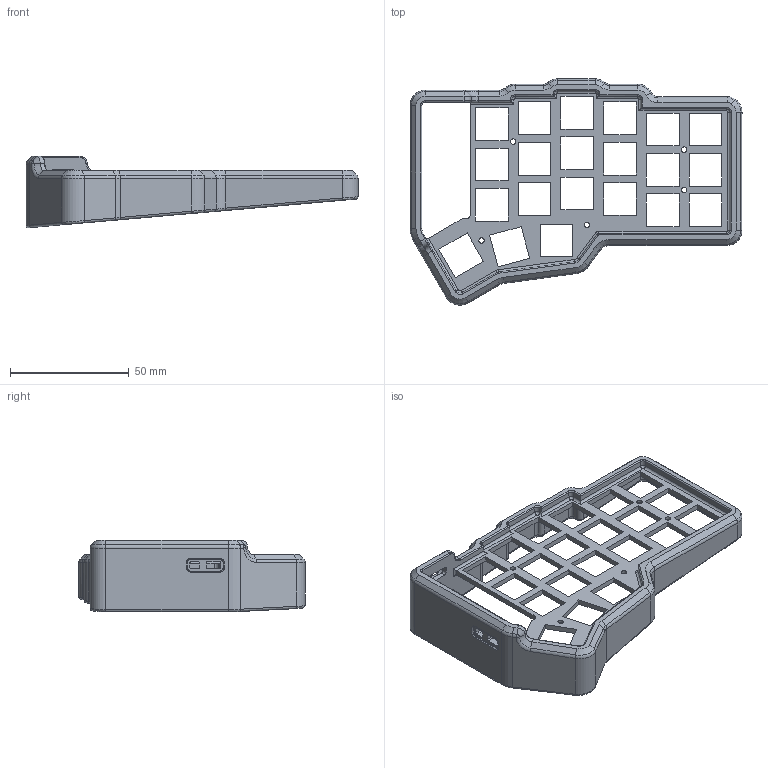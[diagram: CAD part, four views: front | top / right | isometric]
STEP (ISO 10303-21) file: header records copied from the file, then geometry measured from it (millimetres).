
FILE_DESCRIPTION(/* description */ (''),/* implementation_level */ '2;1');
FILE_NAME(/* name */ 'rightIntegratedSix.step',/* time_stamp */ '2023-08-03T05:00:12-04:00',/* author */ (''),/* organization */ (''),/* preprocessor_version */ 'ST-DEVELOPER v20',/* originating_system */ 'Autodesk Translation Framework v12.9.0.99',/* authorisation */ '');
FILE_SCHEMA (('AUTOMOTIVE_DESIGN { 1 0 10303 214 3 1 1 }'));
Length unit declared in the file: millimetre
Products named in the file (1): leftIntegratedSix
Bounding box: 139.85 x 95.29 x 30.14 mm (x, y, z)
Volume: 43360.1 mm3; surface area: 27724.4 mm2
Topology: 1 solids, 1 shells, 476 faces, 1196 edges, 723 vertices
Faces by surface type: plane 195, cylinder 156, bspline 56, torus 40, cone 29
Full cylindrical faces by diameter (mm): 2.3 x5, 4 x5
Entity records: 15354 total; most frequent: CARTESIAN_POINT 3863, DIRECTION 2388, ORIENTED_EDGE 2380, EDGE_CURVE 1190, AXIS2_PLACEMENT_3D 831, LINE 726, VECTOR 726, VERTEX_POINT 723
